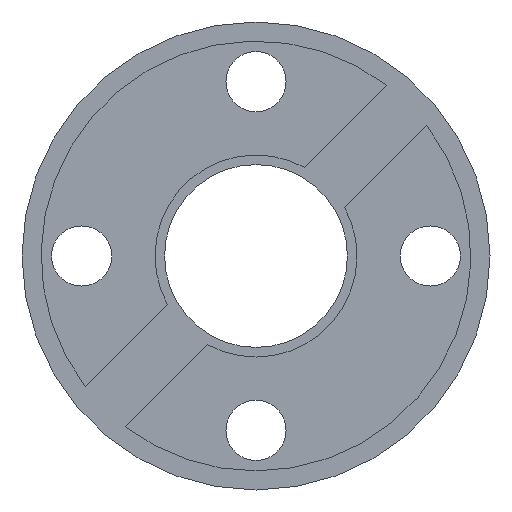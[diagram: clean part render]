
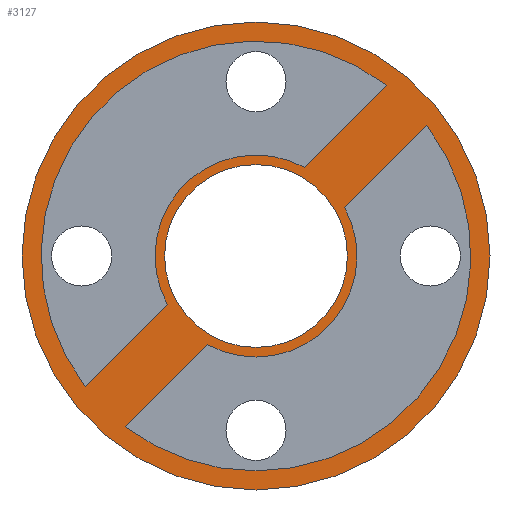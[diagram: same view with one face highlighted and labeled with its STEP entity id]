
A CAD part, front view. The second image highlights one B-rep face of the part: STEP entity #3127.
In plain terms, the highlighted planar face has unit normal (0, -1, 0).
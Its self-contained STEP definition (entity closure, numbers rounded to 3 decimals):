
#30 = VERTEX_POINT ( 'NONE', #2786 ) ;
#41 = EDGE_CURVE ( 'NONE', #1163, #954, #1793, .T. ) ;
#75 = CARTESIAN_POINT ( 'NONE',  ( 0., 0., 19.15 ) ) ;
#82 = DIRECTION ( 'NONE',  ( 0., 1., 0. ) ) ;
#88 = EDGE_CURVE ( 'NONE', #1629, #2367, #855, .T. ) ;
#93 = CARTESIAN_POINT ( 'NONE',  ( 0., 0., 49. ) ) ;
#100 = AXIS2_PLACEMENT_3D ( 'NONE', #2606, #957, #1227 ) ;
#147 = EDGE_LOOP ( 'NONE', ( #3311, #998 ) ) ;
#166 = CARTESIAN_POINT ( 'NONE',  ( 0., 0., 0. ) ) ;
#214 = ORIENTED_EDGE ( 'NONE', *, *, #1803, .F. ) ;
#221 = AXIS2_PLACEMENT_3D ( 'NONE', #1643, #3293, #1350 ) ;
#269 = EDGE_CURVE ( 'NONE', #450, #2283, #282, .T. ) ;
#271 = CIRCLE ( 'NONE', #413, 45. ) ;
#282 = CIRCLE ( 'NONE', #2667, 19.15 ) ;
#351 = AXIS2_PLACEMENT_3D ( 'NONE', #562, #1908, #2483 ) ;
#354 = ORIENTED_EDGE ( 'NONE', *, *, #864, .F. ) ;
#355 = AXIS2_PLACEMENT_3D ( 'NONE', #2525, #1678, #607 ) ;
#362 = CARTESIAN_POINT ( 'NONE',  ( -27.293, 0., -35.778 ) ) ;
#413 = AXIS2_PLACEMENT_3D ( 'NONE', #1283, #3496, #1566 ) ;
#450 = VERTEX_POINT ( 'NONE', #75 ) ;
#451 = FACE_BOUND ( 'NONE', #3479, .T. ) ;
#525 = EDGE_LOOP ( 'NONE', ( #3129, #2007, #2792, #3182, #862, #2314 ) ) ;
#535 = DIRECTION ( 'NONE',  ( 0., 1., 0. ) ) ;
#562 = CARTESIAN_POINT ( 'NONE',  ( 0., 0., 0. ) ) ;
#599 = DIRECTION ( 'NONE',  ( 0., 1., 0. ) ) ;
#607 = DIRECTION ( 'NONE',  ( 0., 0., 1. ) ) ;
#610 = CARTESIAN_POINT ( 'NONE',  ( 27.293, 0., 35.778 ) ) ;
#627 = LINE ( 'NONE', #2549, #1016 ) ;
#855 = CIRCLE ( 'NONE', #351, 21.15 ) ;
#862 = ORIENTED_EDGE ( 'NONE', *, *, #1294, .F. ) ;
#864 = EDGE_CURVE ( 'NONE', #3142, #1036, #2176, .T. ) ;
#922 = AXIS2_PLACEMENT_3D ( 'NONE', #1035, #535, #1912 ) ;
#933 = CARTESIAN_POINT ( 'NONE',  ( -35.778, 0., -27.293 ) ) ;
#942 = AXIS2_PLACEMENT_3D ( 'NONE', #2662, #3497, #1285 ) ;
#950 = EDGE_CURVE ( 'NONE', #1575, #1632, #2656, .T. ) ;
#954 = VERTEX_POINT ( 'NONE', #362 ) ;
#957 = DIRECTION ( 'NONE',  ( 0., -1., 0. ) ) ;
#998 = ORIENTED_EDGE ( 'NONE', *, *, #269, .T. ) ;
#1016 = VECTOR ( 'NONE', #3381, 1000. ) ;
#1035 = CARTESIAN_POINT ( 'NONE',  ( 0., 0., 0. ) ) ;
#1036 = VERTEX_POINT ( 'NONE', #93 ) ;
#1047 = FACE_OUTER_BOUND ( 'NONE', #1378, .T. ) ;
#1051 = FACE_BOUND ( 'NONE', #525, .T. ) ;
#1056 = CARTESIAN_POINT ( 'NONE',  ( -18.584, 0., -10.098 ) ) ;
#1135 = CIRCLE ( 'NONE', #221, 21.15 ) ;
#1146 = EDGE_CURVE ( 'NONE', #2283, #450, #3032, .T. ) ;
#1163 = VERTEX_POINT ( 'NONE', #1397 ) ;
#1227 = DIRECTION ( 'NONE',  ( 0., 0., -1. ) ) ;
#1273 = DIRECTION ( 'NONE',  ( 0., 1., 0. ) ) ;
#1283 = CARTESIAN_POINT ( 'NONE',  ( 0., 0., 0. ) ) ;
#1285 = DIRECTION ( 'NONE',  ( 0., 0., -1. ) ) ;
#1294 = EDGE_CURVE ( 'NONE', #30, #1575, #1787, .T. ) ;
#1350 = DIRECTION ( 'NONE',  ( 0., 0., -1. ) ) ;
#1354 = CARTESIAN_POINT ( 'NONE',  ( -35.778, 0., -27.293 ) ) ;
#1378 = EDGE_LOOP ( 'NONE', ( #354, #2371 ) ) ;
#1397 = CARTESIAN_POINT ( 'NONE',  ( -10.098, 0., -18.584 ) ) ;
#1431 = CIRCLE ( 'NONE', #922, 49. ) ;
#1455 = EDGE_CURVE ( 'NONE', #3045, #1163, #1135, .T. ) ;
#1477 = CARTESIAN_POINT ( 'NONE',  ( 18.584, 0., 10.098 ) ) ;
#1489 = CARTESIAN_POINT ( 'NONE',  ( 0., 0., -49. ) ) ;
#1490 = DIRECTION ( 'NONE',  ( -0.707, 0., -0.707 ) ) ;
#1566 = DIRECTION ( 'NONE',  ( 0., 0., -1. ) ) ;
#1575 = VERTEX_POINT ( 'NONE', #1577 ) ;
#1577 = CARTESIAN_POINT ( 'NONE',  ( 35.778, 0., 27.293 ) ) ;
#1593 = EDGE_CURVE ( 'NONE', #2851, #2882, #271, .T. ) ;
#1625 = AXIS2_PLACEMENT_3D ( 'NONE', #2594, #1784, #3408 ) ;
#1629 = VERTEX_POINT ( 'NONE', #1056 ) ;
#1632 = VERTEX_POINT ( 'NONE', #2110 ) ;
#1643 = CARTESIAN_POINT ( 'NONE',  ( 0., 0., 0. ) ) ;
#1678 = DIRECTION ( 'NONE',  ( 0., 1., 0. ) ) ;
#1687 = DIRECTION ( 'NONE',  ( -0.707, 0., -0.707 ) ) ;
#1733 = LINE ( 'NONE', #1354, #3109 ) ;
#1784 = DIRECTION ( 'NONE',  ( 0., -1., 0. ) ) ;
#1787 = CIRCLE ( 'NONE', #100, 45. ) ;
#1793 = LINE ( 'NONE', #3339, #3296 ) ;
#1803 = EDGE_CURVE ( 'NONE', #2367, #2851, #627, .T. ) ;
#1823 = FACE_BOUND ( 'NONE', #147, .T. ) ;
#1908 = DIRECTION ( 'NONE',  ( 0., 1., 0. ) ) ;
#1912 = DIRECTION ( 'NONE',  ( 0., 0., 1. ) ) ;
#2007 = ORIENTED_EDGE ( 'NONE', *, *, #1455, .F. ) ;
#2008 = CARTESIAN_POINT ( 'NONE',  ( 0., 0., 0. ) ) ;
#2110 = CARTESIAN_POINT ( 'NONE',  ( 18.584, 0., 10.098 ) ) ;
#2123 = DIRECTION ( 'NONE',  ( 0.707, 0., 0.707 ) ) ;
#2176 = CIRCLE ( 'NONE', #355, 49. ) ;
#2228 = DIRECTION ( 'NONE',  ( 0., 0., 1. ) ) ;
#2244 = CIRCLE ( 'NONE', #942, 21.15 ) ;
#2266 = AXIS2_PLACEMENT_3D ( 'NONE', #3446, #599, #2228 ) ;
#2283 = VERTEX_POINT ( 'NONE', #3536 ) ;
#2285 = DIRECTION ( 'NONE',  ( 0., 0., 1. ) ) ;
#2314 = ORIENTED_EDGE ( 'NONE', *, *, #2935, .F. ) ;
#2364 = DIRECTION ( 'NONE',  ( 0., 0., 1. ) ) ;
#2367 = VERTEX_POINT ( 'NONE', #2651 ) ;
#2371 = ORIENTED_EDGE ( 'NONE', *, *, #2729, .F. ) ;
#2397 = ORIENTED_EDGE ( 'NONE', *, *, #88, .F. ) ;
#2483 = DIRECTION ( 'NONE',  ( 0., 0., -1. ) ) ;
#2525 = CARTESIAN_POINT ( 'NONE',  ( 0., 0., 0. ) ) ;
#2529 = ORIENTED_EDGE ( 'NONE', *, *, #2701, .F. ) ;
#2549 = CARTESIAN_POINT ( 'NONE',  ( 10.098, 0., 18.584 ) ) ;
#2594 = CARTESIAN_POINT ( 'NONE',  ( 0., 0., 0. ) ) ;
#2606 = CARTESIAN_POINT ( 'NONE',  ( 0., 0., 0. ) ) ;
#2651 = CARTESIAN_POINT ( 'NONE',  ( 10.098, 0., 18.584 ) ) ;
#2656 = LINE ( 'NONE', #1477, #3379 ) ;
#2662 = CARTESIAN_POINT ( 'NONE',  ( 0., 0., 0. ) ) ;
#2667 = AXIS2_PLACEMENT_3D ( 'NONE', #166, #1273, #2364 ) ;
#2670 = ORIENTED_EDGE ( 'NONE', *, *, #1593, .F. ) ;
#2701 = EDGE_CURVE ( 'NONE', #2882, #1629, #1733, .T. ) ;
#2729 = EDGE_CURVE ( 'NONE', #1036, #3142, #1431, .T. ) ;
#2786 = CARTESIAN_POINT ( 'NONE',  ( 0., 0., -45. ) ) ;
#2792 = ORIENTED_EDGE ( 'NONE', *, *, #3435, .F. ) ;
#2822 = PLANE ( 'NONE',  #2848 ) ;
#2848 = AXIS2_PLACEMENT_3D ( 'NONE', #2008, #82, #2285 ) ;
#2851 = VERTEX_POINT ( 'NONE', #610 ) ;
#2882 = VERTEX_POINT ( 'NONE', #933 ) ;
#2935 = EDGE_CURVE ( 'NONE', #954, #30, #3241, .T. ) ;
#3032 = CIRCLE ( 'NONE', #2266, 19.15 ) ;
#3045 = VERTEX_POINT ( 'NONE', #3197 ) ;
#3109 = VECTOR ( 'NONE', #2123, 1000. ) ;
#3127 = ADVANCED_FACE ( 'NONE', ( #1051, #451, #1823, #1047 ), #2822, .F. ) ;
#3129 = ORIENTED_EDGE ( 'NONE', *, *, #41, .F. ) ;
#3142 = VERTEX_POINT ( 'NONE', #1489 ) ;
#3182 = ORIENTED_EDGE ( 'NONE', *, *, #950, .F. ) ;
#3197 = CARTESIAN_POINT ( 'NONE',  ( 0., 0., -21.15 ) ) ;
#3241 = CIRCLE ( 'NONE', #1625, 45. ) ;
#3293 = DIRECTION ( 'NONE',  ( 0., 1., 0. ) ) ;
#3296 = VECTOR ( 'NONE', #1687, 1000. ) ;
#3311 = ORIENTED_EDGE ( 'NONE', *, *, #1146, .T. ) ;
#3339 = CARTESIAN_POINT ( 'NONE',  ( -27.293, 0., -35.778 ) ) ;
#3379 = VECTOR ( 'NONE', #1490, 1000. ) ;
#3381 = DIRECTION ( 'NONE',  ( 0.707, 0., 0.707 ) ) ;
#3408 = DIRECTION ( 'NONE',  ( 0., 0., -1. ) ) ;
#3435 = EDGE_CURVE ( 'NONE', #1632, #3045, #2244, .T. ) ;
#3446 = CARTESIAN_POINT ( 'NONE',  ( 0., 0., 0. ) ) ;
#3479 = EDGE_LOOP ( 'NONE', ( #214, #2397, #2529, #2670 ) ) ;
#3496 = DIRECTION ( 'NONE',  ( 0., -1., 0. ) ) ;
#3497 = DIRECTION ( 'NONE',  ( 0., 1., 0. ) ) ;
#3536 = CARTESIAN_POINT ( 'NONE',  ( 0., 0., -19.15 ) ) ;
